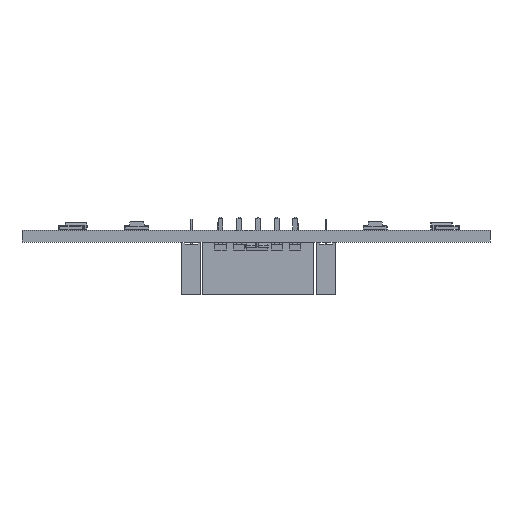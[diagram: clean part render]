
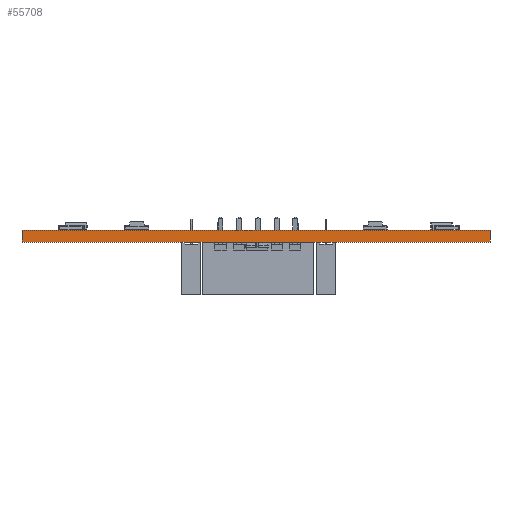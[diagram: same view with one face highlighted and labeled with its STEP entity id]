
A CAD part, front view. The second image highlights one B-rep face of the part: STEP entity #55708.
In plain terms, the highlighted planar face has unit normal (0, -1, 0).
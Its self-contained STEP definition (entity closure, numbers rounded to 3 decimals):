
#55708 = ADVANCED_FACE('',(#55709),#55723,.T.);
#55709 = FACE_BOUND('',#55710,.T.);
#55710 = EDGE_LOOP('',(#55711,#55746,#55774,#55802));
#55711 = ORIENTED_EDGE('',*,*,#55712,.T.);
#55712 = EDGE_CURVE('',#55713,#55715,#55717,.T.);
#55713 = VERTEX_POINT('',#55714);
#55714 = CARTESIAN_POINT('',(62.484,-107.442,0.));
#55715 = VERTEX_POINT('',#55716);
#55716 = CARTESIAN_POINT('',(62.484,-107.442,1.6));
#55717 = SURFACE_CURVE('',#55718,(#55722,#55734),.PCURVE_S1.);
#55718 = LINE('',#55719,#55720);
#55719 = CARTESIAN_POINT('',(62.484,-107.442,0.));
#55720 = VECTOR('',#55721,1.);
#55721 = DIRECTION('',(0.,0.,1.));
#55722 = PCURVE('',#55723,#55728);
#55723 = PLANE('',#55724);
#55724 = AXIS2_PLACEMENT_3D('',#55725,#55726,#55727);
#55725 = CARTESIAN_POINT('',(62.484,-107.442,0.));
#55726 = DIRECTION('',(0.,-1.,0.));
#55727 = DIRECTION('',(-1.,0.,0.));
#55728 = DEFINITIONAL_REPRESENTATION('',(#55729),#55733);
#55729 = LINE('',#55730,#55731);
#55730 = CARTESIAN_POINT('',(0.,-0.));
#55731 = VECTOR('',#55732,1.);
#55732 = DIRECTION('',(0.,-1.));
#55733 = ( GEOMETRIC_REPRESENTATION_CONTEXT(2) 
PARAMETRIC_REPRESENTATION_CONTEXT() REPRESENTATION_CONTEXT('2D SPACE',''
  ) );
#55734 = PCURVE('',#55735,#55740);
#55735 = PLANE('',#55736);
#55736 = AXIS2_PLACEMENT_3D('',#55737,#55738,#55739);
#55737 = CARTESIAN_POINT('',(62.484,-0.,0.));
#55738 = DIRECTION('',(1.,0.,-0.));
#55739 = DIRECTION('',(0.,-1.,0.));
#55740 = DEFINITIONAL_REPRESENTATION('',(#55741),#55745);
#55741 = LINE('',#55742,#55743);
#55742 = CARTESIAN_POINT('',(107.442,0.));
#55743 = VECTOR('',#55744,1.);
#55744 = DIRECTION('',(0.,-1.));
#55745 = ( GEOMETRIC_REPRESENTATION_CONTEXT(2) 
PARAMETRIC_REPRESENTATION_CONTEXT() REPRESENTATION_CONTEXT('2D SPACE',''
  ) );
#55746 = ORIENTED_EDGE('',*,*,#55747,.T.);
#55747 = EDGE_CURVE('',#55715,#55748,#55750,.T.);
#55748 = VERTEX_POINT('',#55749);
#55749 = CARTESIAN_POINT('',(0.,-107.442,1.6));
#55750 = SURFACE_CURVE('',#55751,(#55755,#55762),.PCURVE_S1.);
#55751 = LINE('',#55752,#55753);
#55752 = CARTESIAN_POINT('',(62.484,-107.442,1.6));
#55753 = VECTOR('',#55754,1.);
#55754 = DIRECTION('',(-1.,0.,0.));
#55755 = PCURVE('',#55723,#55756);
#55756 = DEFINITIONAL_REPRESENTATION('',(#55757),#55761);
#55757 = LINE('',#55758,#55759);
#55758 = CARTESIAN_POINT('',(0.,-1.6));
#55759 = VECTOR('',#55760,1.);
#55760 = DIRECTION('',(1.,0.));
#55761 = ( GEOMETRIC_REPRESENTATION_CONTEXT(2) 
PARAMETRIC_REPRESENTATION_CONTEXT() REPRESENTATION_CONTEXT('2D SPACE',''
  ) );
#55762 = PCURVE('',#55763,#55768);
#55763 = PLANE('',#55764);
#55764 = AXIS2_PLACEMENT_3D('',#55765,#55766,#55767);
#55765 = CARTESIAN_POINT('',(31.242,-53.721,1.6));
#55766 = DIRECTION('',(-0.,-0.,-1.));
#55767 = DIRECTION('',(-1.,0.,0.));
#55768 = DEFINITIONAL_REPRESENTATION('',(#55769),#55773);
#55769 = LINE('',#55770,#55771);
#55770 = CARTESIAN_POINT('',(-31.242,-53.721));
#55771 = VECTOR('',#55772,1.);
#55772 = DIRECTION('',(1.,0.));
#55773 = ( GEOMETRIC_REPRESENTATION_CONTEXT(2) 
PARAMETRIC_REPRESENTATION_CONTEXT() REPRESENTATION_CONTEXT('2D SPACE',''
  ) );
#55774 = ORIENTED_EDGE('',*,*,#55775,.F.);
#55775 = EDGE_CURVE('',#55776,#55748,#55778,.T.);
#55776 = VERTEX_POINT('',#55777);
#55777 = CARTESIAN_POINT('',(0.,-107.442,0.));
#55778 = SURFACE_CURVE('',#55779,(#55783,#55790),.PCURVE_S1.);
#55779 = LINE('',#55780,#55781);
#55780 = CARTESIAN_POINT('',(0.,-107.442,0.));
#55781 = VECTOR('',#55782,1.);
#55782 = DIRECTION('',(0.,0.,1.));
#55783 = PCURVE('',#55723,#55784);
#55784 = DEFINITIONAL_REPRESENTATION('',(#55785),#55789);
#55785 = LINE('',#55786,#55787);
#55786 = CARTESIAN_POINT('',(62.484,0.));
#55787 = VECTOR('',#55788,1.);
#55788 = DIRECTION('',(0.,-1.));
#55789 = ( GEOMETRIC_REPRESENTATION_CONTEXT(2) 
PARAMETRIC_REPRESENTATION_CONTEXT() REPRESENTATION_CONTEXT('2D SPACE',''
  ) );
#55790 = PCURVE('',#55791,#55796);
#55791 = PLANE('',#55792);
#55792 = AXIS2_PLACEMENT_3D('',#55793,#55794,#55795);
#55793 = CARTESIAN_POINT('',(0.,-107.442,0.));
#55794 = DIRECTION('',(-1.,0.,0.));
#55795 = DIRECTION('',(0.,1.,0.));
#55796 = DEFINITIONAL_REPRESENTATION('',(#55797),#55801);
#55797 = LINE('',#55798,#55799);
#55798 = CARTESIAN_POINT('',(0.,0.));
#55799 = VECTOR('',#55800,1.);
#55800 = DIRECTION('',(0.,-1.));
#55801 = ( GEOMETRIC_REPRESENTATION_CONTEXT(2) 
PARAMETRIC_REPRESENTATION_CONTEXT() REPRESENTATION_CONTEXT('2D SPACE',''
  ) );
#55802 = ORIENTED_EDGE('',*,*,#55803,.F.);
#55803 = EDGE_CURVE('',#55713,#55776,#55804,.T.);
#55804 = SURFACE_CURVE('',#55805,(#55809,#55816),.PCURVE_S1.);
#55805 = LINE('',#55806,#55807);
#55806 = CARTESIAN_POINT('',(62.484,-107.442,0.));
#55807 = VECTOR('',#55808,1.);
#55808 = DIRECTION('',(-1.,0.,0.));
#55809 = PCURVE('',#55723,#55810);
#55810 = DEFINITIONAL_REPRESENTATION('',(#55811),#55815);
#55811 = LINE('',#55812,#55813);
#55812 = CARTESIAN_POINT('',(0.,-0.));
#55813 = VECTOR('',#55814,1.);
#55814 = DIRECTION('',(1.,0.));
#55815 = ( GEOMETRIC_REPRESENTATION_CONTEXT(2) 
PARAMETRIC_REPRESENTATION_CONTEXT() REPRESENTATION_CONTEXT('2D SPACE',''
  ) );
#55816 = PCURVE('',#55817,#55822);
#55817 = PLANE('',#55818);
#55818 = AXIS2_PLACEMENT_3D('',#55819,#55820,#55821);
#55819 = CARTESIAN_POINT('',(31.242,-53.721,0.));
#55820 = DIRECTION('',(-0.,-0.,-1.));
#55821 = DIRECTION('',(-1.,0.,0.));
#55822 = DEFINITIONAL_REPRESENTATION('',(#55823),#55827);
#55823 = LINE('',#55824,#55825);
#55824 = CARTESIAN_POINT('',(-31.242,-53.721));
#55825 = VECTOR('',#55826,1.);
#55826 = DIRECTION('',(1.,0.));
#55827 = ( GEOMETRIC_REPRESENTATION_CONTEXT(2) 
PARAMETRIC_REPRESENTATION_CONTEXT() REPRESENTATION_CONTEXT('2D SPACE',''
  ) );
